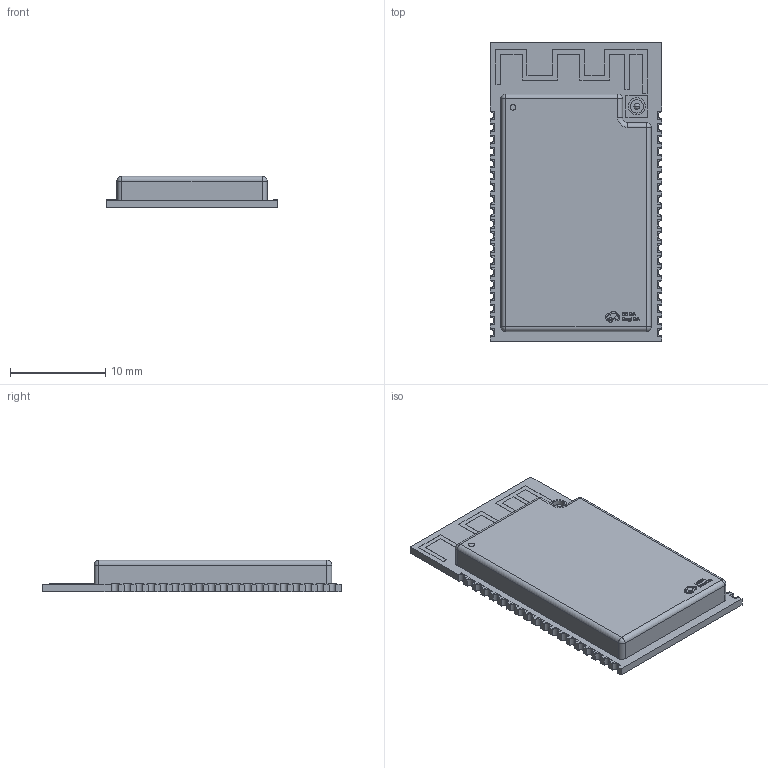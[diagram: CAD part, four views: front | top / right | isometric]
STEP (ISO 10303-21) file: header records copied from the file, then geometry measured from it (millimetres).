
FILE_DESCRIPTION (( 'STEP AP214' ), '1' );
FILE_NAME ('WIFI-SMD_ESP32-WROVER-E-N8R2.STEP', '2024-12-02T14:29:28', ( '' ), ( '' ), 'SwSTEP 2.0', 'SolidWorks 2020', '' );
FILE_SCHEMA (( 'AUTOMOTIVE_DESIGN' ));
Length unit declared in the file: millimetre
Products named in the file (1): WIFI-SMD_ESP32-WROVER-E-N8R2
Bounding box: 18 x 31.4 x 3.32 mm (x, y, z)
Volume: 1409.7 mm3; surface area: 1406.4 mm2
Topology: 1 solids, 1 shells, 746 faces, 2118 edges, 1402 vertices
Faces by surface type: plane 563, bspline 98, cylinder 77, sphere 7, torus 1
Entity records: 32618 total; most frequent: CARTESIAN_POINT 5562, ORIENTED_EDGE 4218, DIRECTION 3364, EDGE_CURVE 2109, VECTOR 1752, LINE 1752, VERTEX_POINT 1400, AXIS2_PLACEMENT_3D 806
